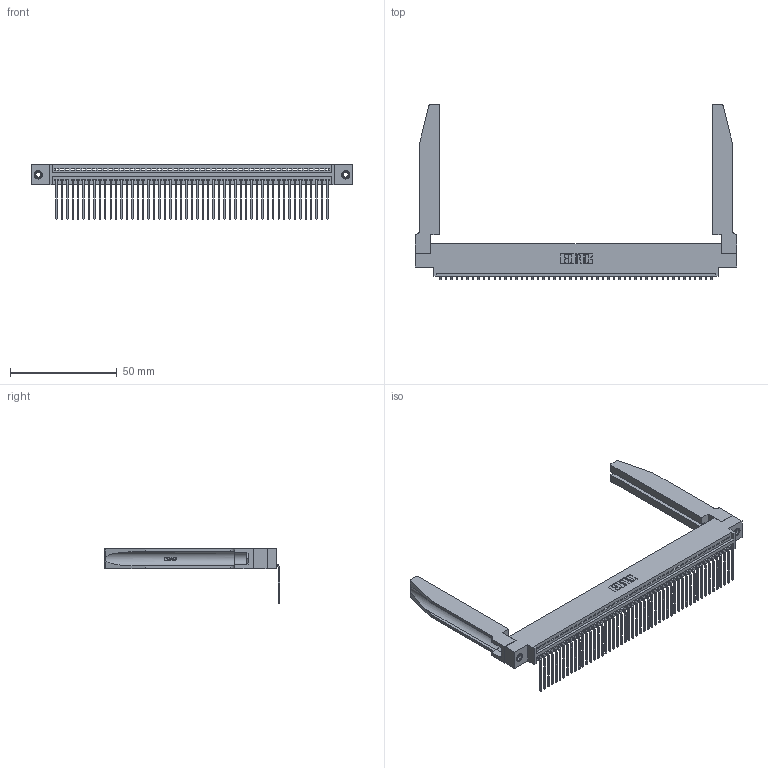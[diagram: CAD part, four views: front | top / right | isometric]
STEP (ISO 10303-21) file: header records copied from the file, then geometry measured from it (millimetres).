
FILE_DESCRIPTION (( 'STEP AP203' ), '1' );
FILE_NAME ('395-051-559-678.STEP', '2019-10-23T11:29:59', ( '' ), ( '' ), 'SwSTEP 2.0', 'SolidWorks 2016', '' );
FILE_SCHEMA (( 'CONFIG_CONTROL_DESIGN' ));
Length unit declared in the file: inch
Products named in the file (5): 345-292-001_558 559 Tail - 1; 345-220-078_345-220-078; 345 Part_0.170 Offset - 0.156 Dia-TH; 395-051-559-678; 345-250-001_345-250-001-102
Assembly tree (56 placements, depth 2):
  395-051-559-678
    345 Part_0.170 Offset - 0.156 Dia-TH
    345-292-001_558 559 Tail - 1  x51
    345-250-001_345-250-001-102  x2
    345-220-078_345-220-078  x2
Bounding box: 150.77 x 82.03 x 25.53 mm (x, y, z)
Volume: 22221.5 mm3; surface area: 27297 mm2
Topology: 56 solids, 56 shells, 3424 faces, 10243 edges, 6750 vertices
Faces by surface type: plane 2368, cylinder 1004, bspline 36, cone 12, torus 4
Entity records: 42128 total; most frequent: CARTESIAN_POINT 8196, ORIENTED_EDGE 7078, DIRECTION 6151, EDGE_CURVE 3539, VECTOR 3109, LINE 3109, VERTEX_POINT 2352, AXIS2_PLACEMENT_3D 1521
